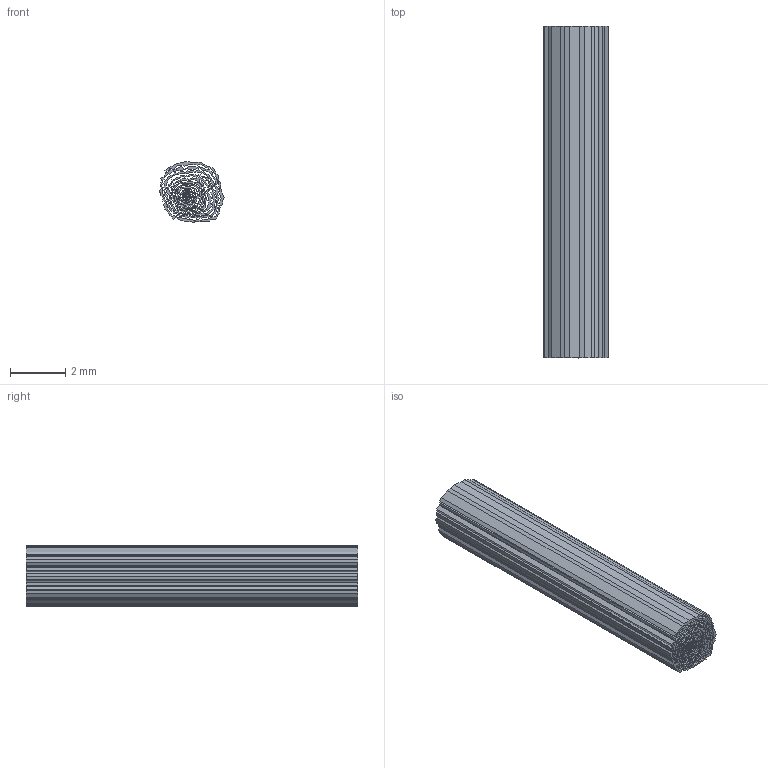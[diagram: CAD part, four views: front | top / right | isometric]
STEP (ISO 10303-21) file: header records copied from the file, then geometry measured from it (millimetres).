
FILE_DESCRIPTION(/* description */ (''),/* implementation_level */ '2;1');
FILE_NAME(/* name */ 'cup chocolate.step',/* time_stamp */ '2025-12-24T01:03:10Z',/* author */ (''),/* organization */ (''),/* preprocessor_version */ 'ST-DEVELOPER v20.1',/* originating_system */ 'Autodesk Translation Framework v14.21.0.0',/* authorisation */ '');
FILE_SCHEMA (('AUTOMOTIVE_DESIGN { 1 0 10303 214 3 1 1 }'));
Length unit declared in the file: millimetre
Products named in the file (1): 2025-12-14-23-50-06-808
Bounding box: 2.34 x 12 x 2.2 mm (x, y, z)
Volume: 27.2 mm3; surface area: 1015.8 mm2
Topology: 1 solids, 1 shells, 840 faces, 2514 edges, 1676 vertices
Faces by surface type: plane 840
Entity records: 27816 total; most frequent: CARTESIAN_POINT 5031, ORIENTED_EDGE 5028, DIRECTION 4196, LINE 2514, VECTOR 2514, EDGE_CURVE 2514, VERTEX_POINT 1676, AXIS2_PLACEMENT_3D 841
